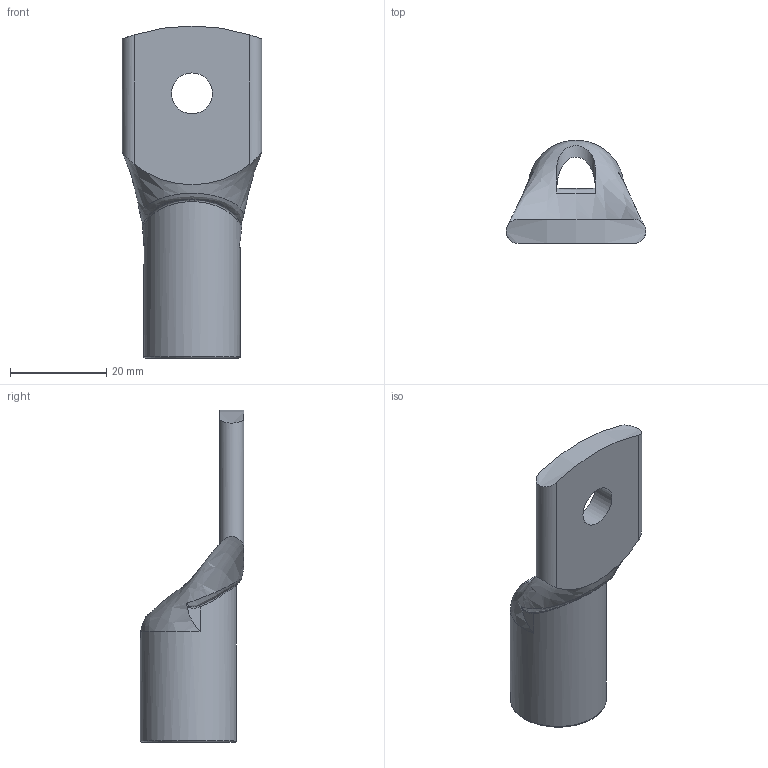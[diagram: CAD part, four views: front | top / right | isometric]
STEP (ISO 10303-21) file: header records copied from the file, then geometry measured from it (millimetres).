
FILE_DESCRIPTION((''),'2;1');
FILE_NAME('PK95-8.stp','2016-02-12T07:50:10',(''),(''),'Autodesk Inventor 2010','Autodesk Inventor 2010','');
FILE_SCHEMA(('AUTOMOTIVE_DESIGN { 1 0 10303 214 1 1 1 1 }'));
Length unit declared in the file: millimetre
Products named in the file (1): PK95-8
Bounding box: 29 x 21.5 x 69 mm (x, y, z)
Volume: 9171.9 mm3; surface area: 6334.9 mm2
Topology: 1 solids, 1 shells, 35 faces, 97 edges, 65 vertices
Faces by surface type: plane 14, bspline 11, cylinder 8, torus 1, cone 1
Full cylindrical faces by diameter (mm): 8.5 x1, 15 x1, 20 x1
Entity records: 2422 total; most frequent: CARTESIAN_POINT 1603, ORIENTED_EDGE 182, DIRECTION 127, EDGE_CURVE 91, VERTEX_POINT 64, AXIS2_PLACEMENT_3D 53, EDGE_LOOP 45, B_SPLINE_CURVE_WITH_KNOTS 42
